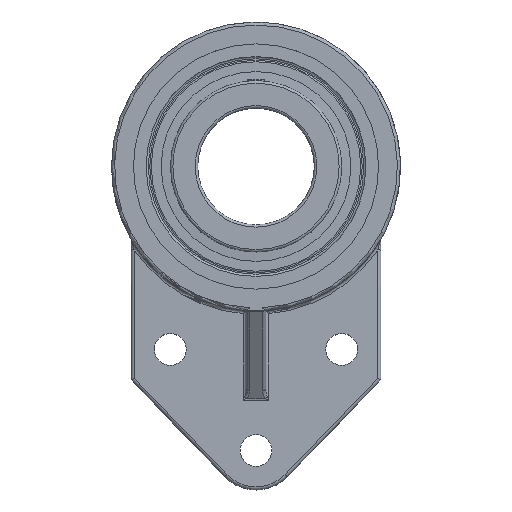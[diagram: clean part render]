
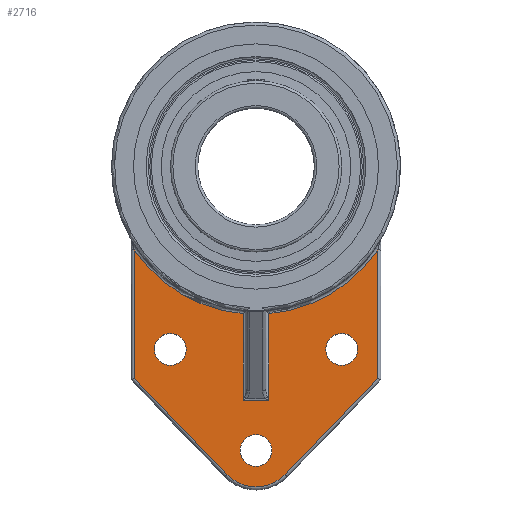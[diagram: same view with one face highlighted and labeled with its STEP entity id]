
A CAD part, top view. The second image highlights one B-rep face of the part: STEP entity #2716.
In plain terms, the highlighted planar face has unit normal (0, 0, 1).
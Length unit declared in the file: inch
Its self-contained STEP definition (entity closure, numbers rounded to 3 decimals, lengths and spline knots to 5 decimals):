
#1053=CARTESIAN_POINT('',(-0.20748,-3.7553,0.55118));
#1054=VERTEX_POINT('',#1053);
#1608=CARTESIAN_POINT('',(0.20748,-3.7553,0.55118));
#1609=VERTEX_POINT('',#1608);
#1811=CARTESIAN_POINT('',(-0.12943,-3.7553,0.55118));
#1812=DIRECTION('',(1.,0.,-0.));
#1813=VECTOR('',#1812,0.16337);
#1814=LINE('',#1811,#1813);
#1815=EDGE_CURVE('',#1054,#1609,#1814,.T.);
#1828=CARTESIAN_POINT('',(0.20748,-2.36375,0.55118));
#1829=VERTEX_POINT('',#1828);
#1830=CARTESIAN_POINT('',(0.20748,-2.69048,0.55118));
#1831=DIRECTION('',(-0.,1.,0.));
#1832=VECTOR('',#1831,0.54785);
#1833=LINE('',#1830,#1832);
#1834=EDGE_CURVE('',#1609,#1829,#1833,.T.);
#1865=CARTESIAN_POINT('',(-0.20748,-2.36375,0.55118));
#1866=VERTEX_POINT('',#1865);
#1884=CARTESIAN_POINT('',(-0.20748,-2.14263,0.55118));
#1885=DIRECTION('',(0.,-1.,0.));
#1886=VECTOR('',#1885,0.54785);
#1887=LINE('',#1884,#1886);
#1888=EDGE_CURVE('',#1866,#1054,#1887,.T.);
#1901=CARTESIAN_POINT('',(1.95787,-1.34055,0.55118));
#1902=VERTEX_POINT('',#1901);
#1910=CARTESIAN_POINT('',(1.95787,-3.40512,0.55118));
#1911=VERTEX_POINT('',#1910);
#1912=CARTESIAN_POINT('',(1.95787,-1.63918,0.55118));
#1913=DIRECTION('',(0.,-1.,0.));
#1914=VECTOR('',#1913,0.81282);
#1915=LINE('',#1912,#1914);
#1916=EDGE_CURVE('',#1902,#1911,#1915,.T.);
#2221=CARTESIAN_POINT('',(-0.46757,-4.94838,0.55118));
#2222=VERTEX_POINT('',#2221);
#2230=CARTESIAN_POINT('',(-1.95787,-3.40512,0.55118));
#2231=VERTEX_POINT('',#2230);
#2232=CARTESIAN_POINT('',(-1.16932,-4.2217,0.55118));
#2233=DIRECTION('',(-0.695,0.719,0.));
#2234=VECTOR('',#2233,0.84464);
#2235=LINE('',#2232,#2234);
#2236=EDGE_CURVE('',#2222,#2231,#2235,.T.);
#2261=CARTESIAN_POINT('',(-1.95787,-1.34055,0.55118));
#2262=VERTEX_POINT('',#2261);
#2279=CARTESIAN_POINT('',(-1.95787,-2.45201,0.55118));
#2280=DIRECTION('',(0.,1.,0.));
#2281=VECTOR('',#2280,0.81282);
#2282=LINE('',#2279,#2281);
#2283=EDGE_CURVE('',#2231,#2262,#2282,.T.);
#2555=CARTESIAN_POINT('',(0.46757,-4.94838,0.55118));
#2556=VERTEX_POINT('',#2555);
#2564=CARTESIAN_POINT('',(0.,-4.49685,0.55118));
#2565=DIRECTION('',(0.,0.,-1.));
#2566=DIRECTION('',(0.,-1.,0.));
#2567=AXIS2_PLACEMENT_3D('',#2564,#2565,#2566);
#2568=CIRCLE('',#2567,0.65);
#2569=EDGE_CURVE('',#2556,#2222,#2568,.T.);
#2587=CARTESIAN_POINT('',(1.75605,-3.61412,0.55118));
#2588=DIRECTION('',(-0.695,-0.719,0.));
#2589=VECTOR('',#2588,0.84464);
#2590=LINE('',#2587,#2589);
#2591=EDGE_CURVE('',#1911,#2556,#2590,.T.);
#2642=CARTESIAN_POINT('',(0.,0.,0.55118));
#2643=DIRECTION('',(0.,0.,1.));
#2644=DIRECTION('',(0.528,-0.849,0.));
#2645=AXIS2_PLACEMENT_3D('',#2642,#2643,#2644);
#2646=CIRCLE('',#2645,2.37283);
#2647=EDGE_CURVE('',#1829,#1902,#2646,.T.);
#2660=CARTESIAN_POINT('',(0.,-1.36958,0.55118));
#2661=DIRECTION('',(0.,0.,1.));
#2662=DIRECTION('',(1.,0.,0.));
#2663=AXIS2_PLACEMENT_3D('',#2660,#2661,#2662);
#2664=PLANE('',#2663);
#2665=CARTESIAN_POINT('',(1.12205,-2.93701,0.55118));
#2666=VERTEX_POINT('',#2665);
#2667=CARTESIAN_POINT('',(1.37795,-2.93701,0.55118));
#2668=DIRECTION('',(0.,0.,-1.));
#2669=DIRECTION('',(1.,0.,0.));
#2670=AXIS2_PLACEMENT_3D('',#2667,#2668,#2669);
#2671=CIRCLE('',#2670,0.25591);
#2672=EDGE_CURVE('',#2666,#2666,#2671,.T.);
#2673=ORIENTED_EDGE('',*,*,#2672,.T.);
#2674=EDGE_LOOP('',(#2673));
#2675=FACE_BOUND('',#2674,.T.);
#2676=CARTESIAN_POINT('',(-0.25591,-4.56299,0.55118));
#2677=VERTEX_POINT('',#2676);
#2678=CARTESIAN_POINT('',(0.,-4.56299,0.55118));
#2679=DIRECTION('',(0.,0.,-1.));
#2680=DIRECTION('',(1.,0.,0.));
#2681=AXIS2_PLACEMENT_3D('',#2678,#2679,#2680);
#2682=CIRCLE('',#2681,0.25591);
#2683=EDGE_CURVE('',#2677,#2677,#2682,.T.);
#2684=ORIENTED_EDGE('',*,*,#2683,.T.);
#2685=EDGE_LOOP('',(#2684));
#2686=FACE_BOUND('',#2685,.T.);
#2687=CARTESIAN_POINT('',(-1.63386,-2.93701,0.55118));
#2688=VERTEX_POINT('',#2687);
#2689=CARTESIAN_POINT('',(-1.37795,-2.93701,0.55118));
#2690=DIRECTION('',(0.,0.,-1.));
#2691=DIRECTION('',(1.,0.,0.));
#2692=AXIS2_PLACEMENT_3D('',#2689,#2690,#2691);
#2693=CIRCLE('',#2692,0.25591);
#2694=EDGE_CURVE('',#2688,#2688,#2693,.T.);
#2695=ORIENTED_EDGE('',*,*,#2694,.T.);
#2696=EDGE_LOOP('',(#2695));
#2697=FACE_BOUND('',#2696,.T.);
#2698=ORIENTED_EDGE('',*,*,#1834,.F.);
#2699=ORIENTED_EDGE('',*,*,#1815,.F.);
#2700=ORIENTED_EDGE('',*,*,#1888,.F.);
#2701=CARTESIAN_POINT('',(0.,0.,0.55118));
#2702=DIRECTION('',(0.,0.,1.));
#2703=DIRECTION('',(-0.528,-0.849,0.));
#2704=AXIS2_PLACEMENT_3D('',#2701,#2702,#2703);
#2705=CIRCLE('',#2704,2.37283);
#2706=EDGE_CURVE('',#2262,#1866,#2705,.T.);
#2707=ORIENTED_EDGE('',*,*,#2706,.F.);
#2708=ORIENTED_EDGE('',*,*,#2283,.F.);
#2709=ORIENTED_EDGE('',*,*,#2236,.F.);
#2710=ORIENTED_EDGE('',*,*,#2569,.F.);
#2711=ORIENTED_EDGE('',*,*,#2591,.F.);
#2712=ORIENTED_EDGE('',*,*,#1916,.F.);
#2713=ORIENTED_EDGE('',*,*,#2647,.F.);
#2714=EDGE_LOOP('',(#2698,#2699,#2700,#2707,#2708,#2709,#2710,#2711,#2712,#2713));
#2715=FACE_BOUND('',#2714,.T.);
#2716=ADVANCED_FACE('',(#2675,#2686,#2697,#2715),#2664,.T.);
